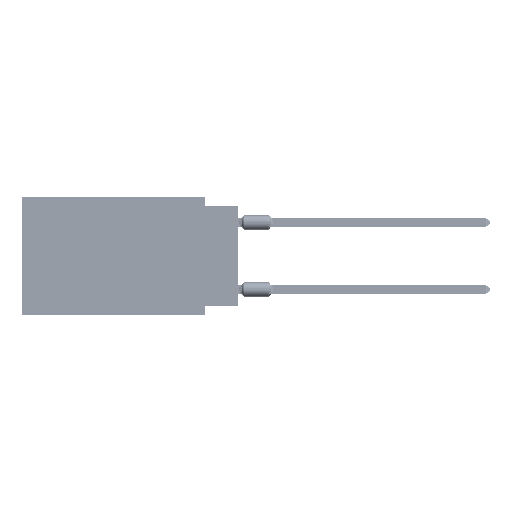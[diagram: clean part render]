
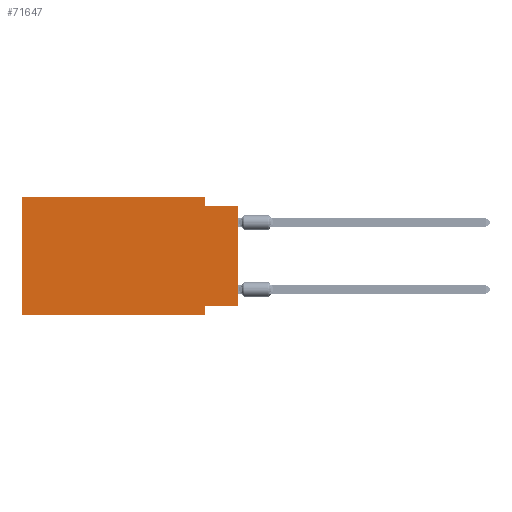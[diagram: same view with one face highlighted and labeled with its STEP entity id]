
A CAD part, left-side view. The second image highlights one B-rep face of the part: STEP entity #71647.
In plain terms, the highlighted planar face has unit normal (-1, 0, 0).
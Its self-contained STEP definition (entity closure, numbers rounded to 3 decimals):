
#2391 = CARTESIAN_POINT ( 'NONE',  ( 0., 0., -8.255 ) ) ;
#2592 = ORIENTED_EDGE ( 'NONE', *, *, #30645, .F. ) ;
#3041 = CARTESIAN_POINT ( 'NONE',  ( 0., 16.383, 0. ) ) ;
#3581 = ORIENTED_EDGE ( 'NONE', *, *, #97442, .F. ) ;
#4695 = ORIENTED_EDGE ( 'NONE', *, *, #34006, .F. ) ;
#6007 = VERTEX_POINT ( 'NONE', #51891 ) ;
#10177 = EDGE_CURVE ( 'NONE', #22441, #11862, #61534, .T. ) ;
#10370 = ORIENTED_EDGE ( 'NONE', *, *, #11482, .T. ) ;
#10381 = DIRECTION ( 'NONE',  ( 0., -1., 0. ) ) ;
#10641 = CARTESIAN_POINT ( 'NONE',  ( 0., 2.54, 0. ) ) ;
#10680 = ORIENTED_EDGE ( 'NONE', *, *, #10177, .F. ) ;
#10844 = VECTOR ( 'NONE', #84298, 1000. ) ;
#11435 = CARTESIAN_POINT ( 'NONE',  ( 0., 2.54, -8.255 ) ) ;
#11482 = EDGE_CURVE ( 'NONE', #92386, #41956, #16454, .T. ) ;
#11862 = VERTEX_POINT ( 'NONE', #92197 ) ;
#12233 = AXIS2_PLACEMENT_3D ( 'NONE', #24013, #31108, #84263 ) ;
#16454 = LINE ( 'NONE', #16949, #86914 ) ;
#16949 = CARTESIAN_POINT ( 'NONE',  ( 0., 16.383, -8.89 ) ) ;
#18765 = CARTESIAN_POINT ( 'NONE',  ( 0., 2.54, -0.635 ) ) ;
#22076 = VERTEX_POINT ( 'NONE', #11435 ) ;
#22441 = VERTEX_POINT ( 'NONE', #18765 ) ;
#23513 = PLANE ( 'NONE',  #12233 ) ;
#23636 = LINE ( 'NONE', #69723, #70878 ) ;
#24013 = CARTESIAN_POINT ( 'NONE',  ( 0., 16.383, 0. ) ) ;
#24344 = DIRECTION ( 'NONE',  ( 0., -1., 0. ) ) ;
#25993 = LINE ( 'NONE', #26994, #64601 ) ;
#26204 = VECTOR ( 'NONE', #55078, 1000. ) ;
#26994 = CARTESIAN_POINT ( 'NONE',  ( 0., 0., -8.255 ) ) ;
#28324 = VECTOR ( 'NONE', #28357, 1000. ) ;
#28357 = DIRECTION ( 'NONE',  ( 0., 0., 1. ) ) ;
#30645 = EDGE_CURVE ( 'NONE', #47429, #22076, #25993, .T. ) ;
#31108 = DIRECTION ( 'NONE',  ( 1., 0., 0. ) ) ;
#34006 = EDGE_CURVE ( 'NONE', #6007, #22441, #92686, .T. ) ;
#39116 = ORIENTED_EDGE ( 'NONE', *, *, #91139, .F. ) ;
#39520 = LINE ( 'NONE', #62821, #97207 ) ;
#39804 = DIRECTION ( 'NONE',  ( 0., 0., 1. ) ) ;
#40282 = EDGE_CURVE ( 'NONE', #47429, #11862, #96229, .T. ) ;
#41956 = VERTEX_POINT ( 'NONE', #73381 ) ;
#45325 = CARTESIAN_POINT ( 'NONE',  ( 0., 0., -0.635 ) ) ;
#45430 = VECTOR ( 'NONE', #71407, 1000. ) ;
#47429 = VERTEX_POINT ( 'NONE', #2391 ) ;
#48975 = VERTEX_POINT ( 'NONE', #3041 ) ;
#51891 = CARTESIAN_POINT ( 'NONE',  ( 0., 2.54, 0. ) ) ;
#53013 = CARTESIAN_POINT ( 'NONE',  ( 0., 16.383, -8.89 ) ) ;
#55078 = DIRECTION ( 'NONE',  ( 0., 0., -1. ) ) ;
#59758 = CARTESIAN_POINT ( 'NONE',  ( 0., 0., 0. ) ) ;
#61534 = LINE ( 'NONE', #45325, #10844 ) ;
#62821 = CARTESIAN_POINT ( 'NONE',  ( 0., 16.383, 0. ) ) ;
#64601 = VECTOR ( 'NONE', #72566, 1000. ) ;
#69723 = CARTESIAN_POINT ( 'NONE',  ( 0., 16.383, 0. ) ) ;
#70525 = EDGE_LOOP ( 'NONE', ( #96047, #10680, #4695, #75943, #39116, #10370, #3581, #2592 ) ) ;
#70878 = VECTOR ( 'NONE', #39804, 1000. ) ;
#71407 = DIRECTION ( 'NONE',  ( 0., 0., -1. ) ) ;
#71647 = ADVANCED_FACE ( 'NONE', ( #93347 ), #23513, .F. ) ;
#72566 = DIRECTION ( 'NONE',  ( 0., 1., 0. ) ) ;
#73381 = CARTESIAN_POINT ( 'NONE',  ( 0., 2.54, -8.89 ) ) ;
#75943 = ORIENTED_EDGE ( 'NONE', *, *, #98299, .F. ) ;
#84263 = DIRECTION ( 'NONE',  ( 0., 0., -1. ) ) ;
#84298 = DIRECTION ( 'NONE',  ( 0., -1., 0. ) ) ;
#86441 = CARTESIAN_POINT ( 'NONE',  ( 0., 2.54, -8.89 ) ) ;
#86914 = VECTOR ( 'NONE', #10381, 1000. ) ;
#91139 = EDGE_CURVE ( 'NONE', #92386, #48975, #23636, .T. ) ;
#92197 = CARTESIAN_POINT ( 'NONE',  ( 0., 0., -0.635 ) ) ;
#92386 = VERTEX_POINT ( 'NONE', #53013 ) ;
#92686 = LINE ( 'NONE', #10641, #45430 ) ;
#93042 = LINE ( 'NONE', #86441, #26204 ) ;
#93347 = FACE_OUTER_BOUND ( 'NONE', #70525, .T. ) ;
#96047 = ORIENTED_EDGE ( 'NONE', *, *, #40282, .T. ) ;
#96229 = LINE ( 'NONE', #59758, #28324 ) ;
#97207 = VECTOR ( 'NONE', #24344, 1000. ) ;
#97442 = EDGE_CURVE ( 'NONE', #22076, #41956, #93042, .T. ) ;
#98299 = EDGE_CURVE ( 'NONE', #48975, #6007, #39520, .T. ) ;
